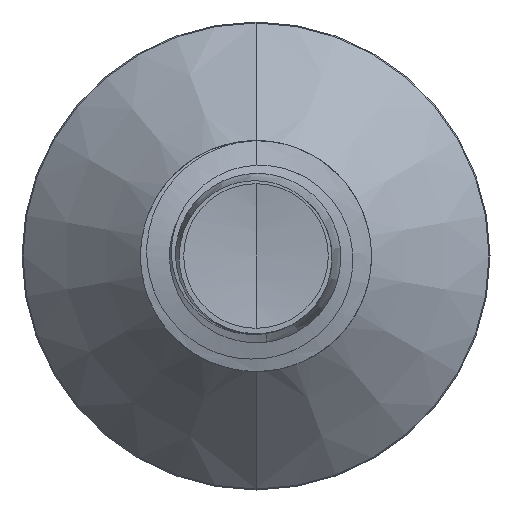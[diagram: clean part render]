
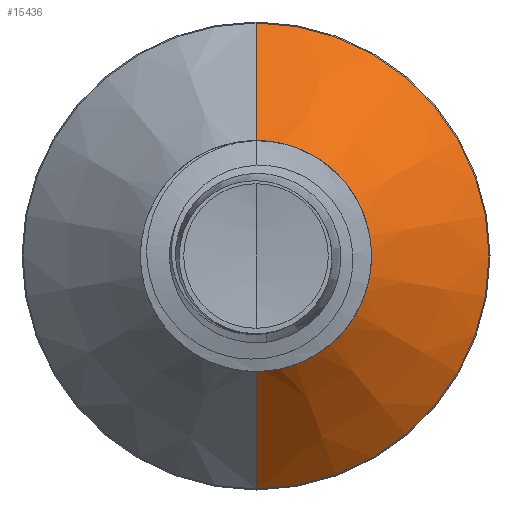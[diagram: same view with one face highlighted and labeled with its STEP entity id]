
A CAD part, front view. The second image highlights one B-rep face of the part: STEP entity #15436.
In plain terms, the highlighted conical face has half-angle 45 degrees and reference radius 0.859 mm.
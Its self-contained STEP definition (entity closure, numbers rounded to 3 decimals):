
#24 = VERTEX_POINT ( 'NONE', #1712 ) ;
#906 = DIRECTION ( 'NONE',  ( 0., 0.707, 0.707 ) ) ;
#921 = EDGE_LOOP ( 'NONE', ( #7655, #7222, #7149, #7007 ) ) ;
#1185 = DIRECTION ( 'NONE',  ( 0., 1., 0. ) ) ;
#1712 = CARTESIAN_POINT ( 'NONE',  ( 0., 5.642, -1.817 ) ) ;
#1748 = VECTOR ( 'NONE', #906, 1000. ) ;
#2010 = DIRECTION ( 'NONE',  ( 0., 1., 0. ) ) ;
#2104 = CARTESIAN_POINT ( 'NONE',  ( 0., 5.642, 1.817 ) ) ;
#2161 = CARTESIAN_POINT ( 'NONE',  ( 0., 4.684, -0.859 ) ) ;
#3709 = CARTESIAN_POINT ( 'NONE',  ( 0., 4.684, 0.859 ) ) ;
#5878 = VERTEX_POINT ( 'NONE', #3709 ) ;
#6872 = DIRECTION ( 'NONE',  ( 0., 0.707, -0.707 ) ) ;
#7007 = ORIENTED_EDGE ( 'NONE', *, *, #16051, .F. ) ;
#7149 = ORIENTED_EDGE ( 'NONE', *, *, #11047, .F. ) ;
#7222 = ORIENTED_EDGE ( 'NONE', *, *, #8674, .T. ) ;
#7355 = VERTEX_POINT ( 'NONE', #2104 ) ;
#7655 = ORIENTED_EDGE ( 'NONE', *, *, #12390, .T. ) ;
#7934 = AXIS2_PLACEMENT_3D ( 'NONE', #8362, #18809, #9925 ) ;
#8344 = AXIS2_PLACEMENT_3D ( 'NONE', #10553, #1185, #12091 ) ;
#8362 = CARTESIAN_POINT ( 'NONE',  ( 0., 4.684, 0. ) ) ;
#8674 = EDGE_CURVE ( 'NONE', #8692, #24, #15334, .T. ) ;
#8692 = VERTEX_POINT ( 'NONE', #12991 ) ;
#9257 = AXIS2_PLACEMENT_3D ( 'NONE', #18893, #2010, #10020 ) ;
#9925 = DIRECTION ( 'NONE',  ( 0., 0., 1. ) ) ;
#10020 = DIRECTION ( 'NONE',  ( 0., 0., 1. ) ) ;
#10096 = LINE ( 'NONE', #19153, #1748 ) ;
#10553 = CARTESIAN_POINT ( 'NONE',  ( 0., 5.642, 0. ) ) ;
#11047 = EDGE_CURVE ( 'NONE', #7355, #24, #16482, .T. ) ;
#11190 = CIRCLE ( 'NONE', #7934, 0.859 ) ;
#12091 = DIRECTION ( 'NONE',  ( 0., 0., 1. ) ) ;
#12390 = EDGE_CURVE ( 'NONE', #5878, #8692, #11190, .T. ) ;
#12991 = CARTESIAN_POINT ( 'NONE',  ( 0., 4.684, -0.859 ) ) ;
#14662 = VECTOR ( 'NONE', #6872, 1000. ) ;
#15334 = LINE ( 'NONE', #2161, #14662 ) ;
#15436 = ADVANCED_FACE ( 'NONE', ( #18428 ), #17977, .T. ) ;
#16051 = EDGE_CURVE ( 'NONE', #5878, #7355, #10096, .T. ) ;
#16482 = CIRCLE ( 'NONE', #8344, 1.817 ) ;
#17977 = CONICAL_SURFACE ( 'NONE', #9257, 0.859, 0.785 ) ;
#18428 = FACE_OUTER_BOUND ( 'NONE', #921, .T. ) ;
#18809 = DIRECTION ( 'NONE',  ( 0., 1., 0. ) ) ;
#18893 = CARTESIAN_POINT ( 'NONE',  ( 0., 4.684, 0. ) ) ;
#19153 = CARTESIAN_POINT ( 'NONE',  ( 0., 4.684, 0.859 ) ) ;
